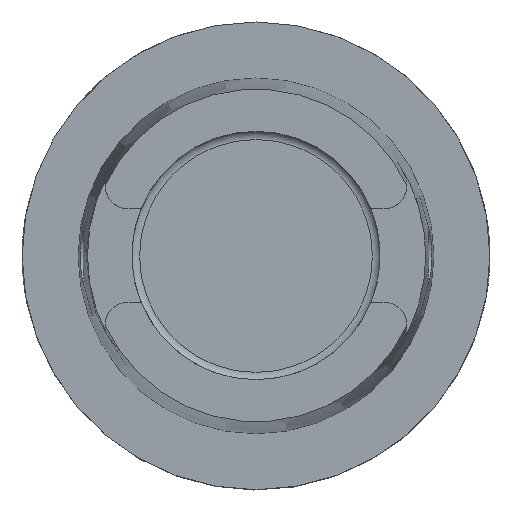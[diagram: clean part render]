
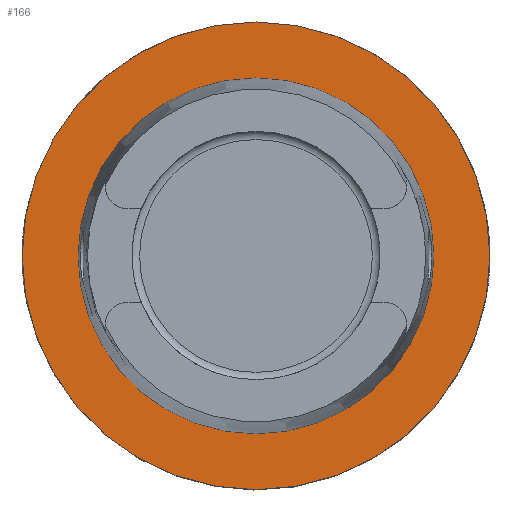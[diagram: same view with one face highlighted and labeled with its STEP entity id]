
A CAD part, top view. The second image highlights one B-rep face of the part: STEP entity #166.
In plain terms, the highlighted planar face has unit normal (0, 0, 1).
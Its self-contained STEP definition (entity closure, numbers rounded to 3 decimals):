
#80=FACE_BOUND('',#318,.T.);
#81=FACE_BOUND('',#319,.T.);
#166=ADVANCED_FACE('',(#80,#81),#215,.F.);
#215=PLANE('',#1269);
#318=EDGE_LOOP('',(#593));
#319=EDGE_LOOP('',(#594));
#384=CIRCLE('',#1224,49.965);
#408=CIRCLE('',#1267,38.008);
#593=ORIENTED_EDGE('',*,*,#912,.T.);
#594=ORIENTED_EDGE('',*,*,#989,.T.);
#791=VERTEX_POINT('',#1834);
#846=VERTEX_POINT('',#2120);
#912=EDGE_CURVE('',#791,#791,#384,.T.);
#989=EDGE_CURVE('',#846,#846,#408,.T.);
#1224=AXIS2_PLACEMENT_3D('',#1833,#1416,#1417);
#1267=AXIS2_PLACEMENT_3D('',#2119,#1532,#1533);
#1269=AXIS2_PLACEMENT_3D('',#2122,#1536,#1537);
#1416=DIRECTION('',(0.,0.,1.));
#1417=DIRECTION('',(1.,0.,0.));
#1532=DIRECTION('',(0.,0.,-1.));
#1533=DIRECTION('',(1.,0.,0.));
#1536=DIRECTION('',(0.,0.,-1.));
#1537=DIRECTION('',(1.,0.,0.));
#1833=CARTESIAN_POINT('',(0.,0.,0.));
#1834=CARTESIAN_POINT('',(49.965,0.,0.));
#2119=CARTESIAN_POINT('',(0.,0.,0.));
#2120=CARTESIAN_POINT('',(38.008,0.,0.));
#2122=CARTESIAN_POINT('',(0.,-39.062,0.));
